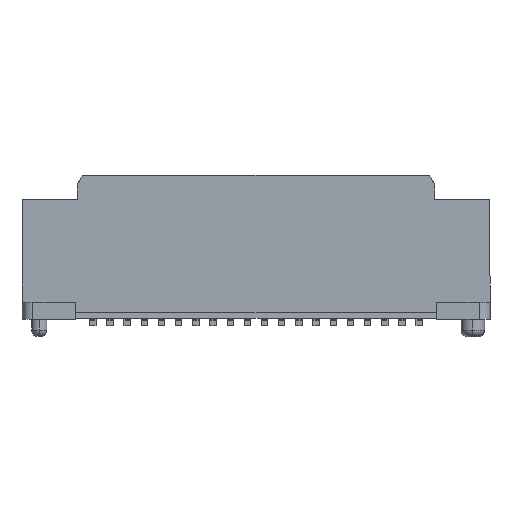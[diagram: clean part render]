
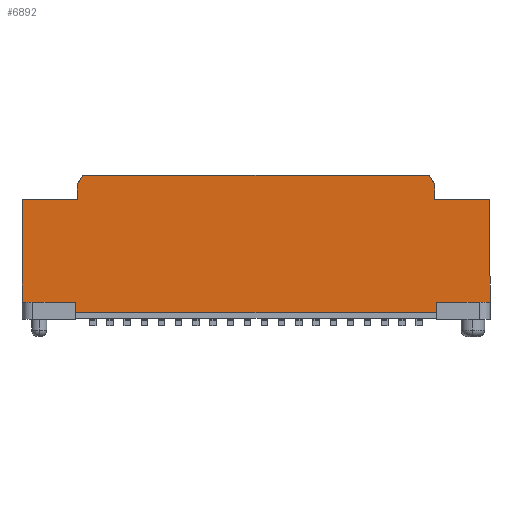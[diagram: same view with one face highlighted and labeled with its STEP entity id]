
A CAD part, top view. The second image highlights one B-rep face of the part: STEP entity #6892.
In plain terms, the highlighted planar face has unit normal (0, 0, 1).
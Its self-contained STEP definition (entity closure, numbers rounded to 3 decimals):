
#25 = LINE ( 'NONE', #2454, #8044 ) ;
#45 = EDGE_CURVE ( 'NONE', #552, #5407, #9791, .T. ) ;
#67 = CARTESIAN_POINT ( 'NONE',  ( 8.4, 1.1, 2.5 ) ) ;
#86 = VERTEX_POINT ( 'NONE', #9844 ) ;
#103 = LINE ( 'NONE', #2475, #6099 ) ;
#349 = VECTOR ( 'NONE', #3637, 1000. ) ;
#384 = VERTEX_POINT ( 'NONE', #547 ) ;
#540 = EDGE_LOOP ( 'NONE', ( #9506, #7461, #3422, #7823, #9022, #4393, #5642, #2580, #2185, #1600, #2048, #7997, #5259, #7794 ) ) ;
#547 = CARTESIAN_POINT ( 'NONE',  ( -8.075, 7., 2.5 ) ) ;
#552 = VERTEX_POINT ( 'NONE', #8917 ) ;
#560 = EDGE_CURVE ( 'NONE', #7189, #8765, #9326, .T. ) ;
#757 = CARTESIAN_POINT ( 'NONE',  ( 8.325, 29.366, 2.5 ) ) ;
#995 = DIRECTION ( 'NONE',  ( -1., 0., 0. ) ) ;
#1259 = LINE ( 'NONE', #10139, #349 ) ;
#1600 = ORIENTED_EDGE ( 'NONE', *, *, #6377, .T. ) ;
#1757 = CARTESIAN_POINT ( 'NONE',  ( 10.9, 5.88, 2.5 ) ) ;
#1866 = CARTESIAN_POINT ( 'NONE',  ( -8.4, 1.1, 2.5 ) ) ;
#1906 = EDGE_CURVE ( 'NONE', #8999, #7189, #2178, .T. ) ;
#2048 = ORIENTED_EDGE ( 'NONE', *, *, #45, .F. ) ;
#2052 = CARTESIAN_POINT ( 'NONE',  ( -8.4, 0.6, 2.5 ) ) ;
#2178 = LINE ( 'NONE', #6996, #4158 ) ;
#2185 = ORIENTED_EDGE ( 'NONE', *, *, #560, .T. ) ;
#2197 = VECTOR ( 'NONE', #4481, 1000. ) ;
#2313 = LINE ( 'NONE', #7285, #6683 ) ;
#2454 = CARTESIAN_POINT ( 'NONE',  ( -8.4, 1.1, 2.5 ) ) ;
#2475 = CARTESIAN_POINT ( 'NONE',  ( 10.9, 5.88, 2.5 ) ) ;
#2580 = ORIENTED_EDGE ( 'NONE', *, *, #1906, .T. ) ;
#2620 = DIRECTION ( 'NONE',  ( 1., 0., 0. ) ) ;
#2834 = LINE ( 'NONE', #8571, #2197 ) ;
#3043 = DIRECTION ( 'NONE',  ( -1., 0., 0. ) ) ;
#3141 = CARTESIAN_POINT ( 'NONE',  ( -10.9, 29.366, 2.5 ) ) ;
#3150 = CARTESIAN_POINT ( 'NONE',  ( 10.9, 29.366, 2.5 ) ) ;
#3192 = LINE ( 'NONE', #757, #5969 ) ;
#3259 = DIRECTION ( 'NONE',  ( 1., 0., 0. ) ) ;
#3315 = EDGE_CURVE ( 'NONE', #384, #8993, #7079, .T. ) ;
#3422 = ORIENTED_EDGE ( 'NONE', *, *, #4326, .T. ) ;
#3556 = DIRECTION ( 'NONE',  ( -1., 0., 0. ) ) ;
#3637 = DIRECTION ( 'NONE',  ( 0., -1., 0. ) ) ;
#3647 = CARTESIAN_POINT ( 'NONE',  ( 8.4, 1.1, 2.5 ) ) ;
#3792 = DIRECTION ( 'NONE',  ( 0., -1., 0. ) ) ;
#3821 = CARTESIAN_POINT ( 'NONE',  ( -10.9, 5.88, 2.5 ) ) ;
#3854 = VERTEX_POINT ( 'NONE', #6576 ) ;
#4034 = EDGE_CURVE ( 'NONE', #552, #7202, #6024, .T. ) ;
#4158 = VECTOR ( 'NONE', #6296, 1000. ) ;
#4326 = EDGE_CURVE ( 'NONE', #9664, #9385, #1259, .T. ) ;
#4393 = ORIENTED_EDGE ( 'NONE', *, *, #4698, .T. ) ;
#4432 = EDGE_CURVE ( 'NONE', #384, #9664, #7890, .T. ) ;
#4481 = DIRECTION ( 'NONE',  ( 1., 0., 0. ) ) ;
#4539 = VECTOR ( 'NONE', #10338, 1000. ) ;
#4631 = DIRECTION ( 'NONE',  ( 0., 0., -1. ) ) ;
#4698 = EDGE_CURVE ( 'NONE', #3854, #4802, #2834, .T. ) ;
#4802 = VERTEX_POINT ( 'NONE', #1866 ) ;
#4810 = DIRECTION ( 'NONE',  ( -0.5, 0.866, 0. ) ) ;
#4965 = CARTESIAN_POINT ( 'NONE',  ( 10.9, 7., 2.5 ) ) ;
#5002 = DIRECTION ( 'NONE',  ( 0., 1., 0. ) ) ;
#5038 = EDGE_CURVE ( 'NONE', #86, #8993, #2313, .T. ) ;
#5259 = ORIENTED_EDGE ( 'NONE', *, *, #7046, .T. ) ;
#5407 = VERTEX_POINT ( 'NONE', #6519 ) ;
#5642 = ORIENTED_EDGE ( 'NONE', *, *, #6826, .T. ) ;
#5706 = DIRECTION ( 'NONE',  ( 0., -1., 0. ) ) ;
#5711 = VECTOR ( 'NONE', #5706, 1000. ) ;
#5779 = VECTOR ( 'NONE', #2620, 1000. ) ;
#5886 = VECTOR ( 'NONE', #3259, 1000. ) ;
#5969 = VECTOR ( 'NONE', #5002, 1000. ) ;
#6024 = LINE ( 'NONE', #1757, #8026 ) ;
#6099 = VECTOR ( 'NONE', #995, 1000. ) ;
#6269 = CARTESIAN_POINT ( 'NONE',  ( 6.354, 31.991, 2.5 ) ) ;
#6296 = DIRECTION ( 'NONE',  ( 1., 0., 0. ) ) ;
#6364 = FACE_OUTER_BOUND ( 'NONE', #540, .T. ) ;
#6377 = EDGE_CURVE ( 'NONE', #8765, #5407, #9102, .T. ) ;
#6519 = CARTESIAN_POINT ( 'NONE',  ( 10.9, 1.1, 2.5 ) ) ;
#6539 = CARTESIAN_POINT ( 'NONE',  ( -8.325, 5.88, 2.5 ) ) ;
#6576 = CARTESIAN_POINT ( 'NONE',  ( -10.9, 1.1, 2.5 ) ) ;
#6683 = VECTOR ( 'NONE', #4810, 1000. ) ;
#6826 = EDGE_CURVE ( 'NONE', #4802, #8999, #25, .T. ) ;
#6881 = CARTESIAN_POINT ( 'NONE',  ( 8.325, 5.88, 2.5 ) ) ;
#6892 = ADVANCED_FACE ( 'NONE', ( #6364 ), #7806, .F. ) ;
#6937 = CARTESIAN_POINT ( 'NONE',  ( 8.4, 0.6, 2.5 ) ) ;
#6996 = CARTESIAN_POINT ( 'NONE',  ( 10.9, 0.6, 2.5 ) ) ;
#7013 = AXIS2_PLACEMENT_3D ( 'NONE', #3150, #4631, #3043 ) ;
#7046 = EDGE_CURVE ( 'NONE', #7202, #86, #3192, .T. ) ;
#7079 = LINE ( 'NONE', #4965, #5886 ) ;
#7189 = VERTEX_POINT ( 'NONE', #6937 ) ;
#7202 = VERTEX_POINT ( 'NONE', #6881 ) ;
#7285 = CARTESIAN_POINT ( 'NONE',  ( -0.904, 22.551, 2.5 ) ) ;
#7461 = ORIENTED_EDGE ( 'NONE', *, *, #4432, .T. ) ;
#7539 = CARTESIAN_POINT ( 'NONE',  ( -8.325, 6.567, 2.5 ) ) ;
#7794 = ORIENTED_EDGE ( 'NONE', *, *, #5038, .T. ) ;
#7806 = PLANE ( 'NONE',  #7013 ) ;
#7823 = ORIENTED_EDGE ( 'NONE', *, *, #9137, .T. ) ;
#7890 = LINE ( 'NONE', #6269, #10239 ) ;
#7997 = ORIENTED_EDGE ( 'NONE', *, *, #4034, .T. ) ;
#8026 = VECTOR ( 'NONE', #3556, 1000. ) ;
#8044 = VECTOR ( 'NONE', #3792, 1000. ) ;
#8289 = VECTOR ( 'NONE', #8430, 1000. ) ;
#8345 = CARTESIAN_POINT ( 'NONE',  ( 10.9, 29.366, 2.5 ) ) ;
#8416 = CARTESIAN_POINT ( 'NONE',  ( 10.4, 1.1, 2.5 ) ) ;
#8430 = DIRECTION ( 'NONE',  ( 0., 1., 0. ) ) ;
#8571 = CARTESIAN_POINT ( 'NONE',  ( -10.4, 1.1, 2.5 ) ) ;
#8573 = EDGE_CURVE ( 'NONE', #8978, #3854, #8667, .T. ) ;
#8667 = LINE ( 'NONE', #3141, #4539 ) ;
#8765 = VERTEX_POINT ( 'NONE', #67 ) ;
#8917 = CARTESIAN_POINT ( 'NONE',  ( 10.9, 5.88, 2.5 ) ) ;
#8978 = VERTEX_POINT ( 'NONE', #3821 ) ;
#8993 = VERTEX_POINT ( 'NONE', #9379 ) ;
#8999 = VERTEX_POINT ( 'NONE', #2052 ) ;
#9022 = ORIENTED_EDGE ( 'NONE', *, *, #8573, .T. ) ;
#9102 = LINE ( 'NONE', #8416, #5779 ) ;
#9137 = EDGE_CURVE ( 'NONE', #9385, #8978, #103, .T. ) ;
#9326 = LINE ( 'NONE', #3647, #8289 ) ;
#9379 = CARTESIAN_POINT ( 'NONE',  ( 8.075, 7., 2.5 ) ) ;
#9385 = VERTEX_POINT ( 'NONE', #6539 ) ;
#9506 = ORIENTED_EDGE ( 'NONE', *, *, #3315, .F. ) ;
#9664 = VERTEX_POINT ( 'NONE', #7539 ) ;
#9791 = LINE ( 'NONE', #8345, #5711 ) ;
#9844 = CARTESIAN_POINT ( 'NONE',  ( 8.325, 6.567, 2.5 ) ) ;
#10139 = CARTESIAN_POINT ( 'NONE',  ( -8.325, 29.366, 2.5 ) ) ;
#10239 = VECTOR ( 'NONE', #10463, 1000. ) ;
#10338 = DIRECTION ( 'NONE',  ( 0., -1., 0. ) ) ;
#10463 = DIRECTION ( 'NONE',  ( -0.5, -0.866, 0. ) ) ;
